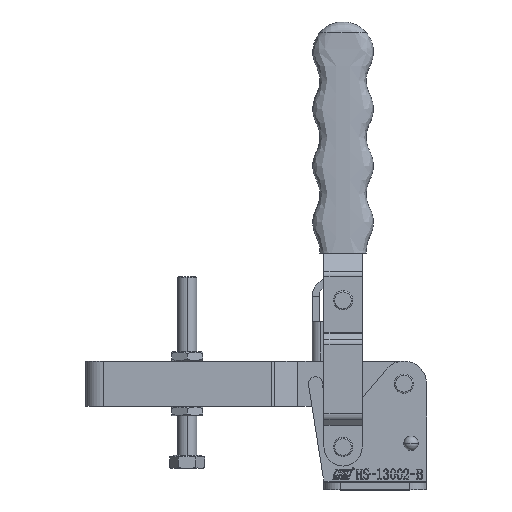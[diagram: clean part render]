
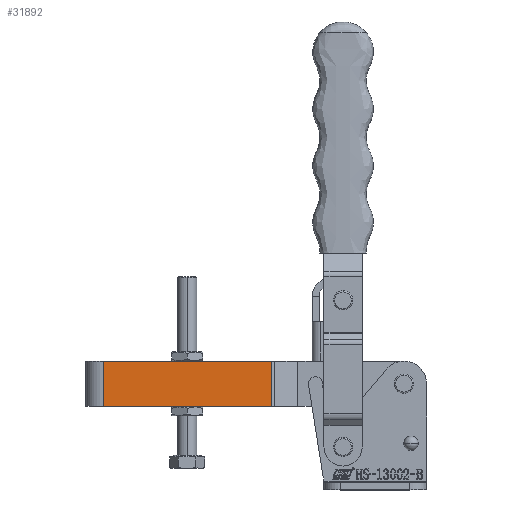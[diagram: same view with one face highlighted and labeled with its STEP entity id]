
A CAD part, top view. The second image highlights one B-rep face of the part: STEP entity #31892.
In plain terms, the highlighted face is planar.
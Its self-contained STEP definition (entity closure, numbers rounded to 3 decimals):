
#864 = AXIS2_PLACEMENT_3D ( 'NONE', #11239, #11252, #11254 ) ;
#2294 = ORIENTED_EDGE ( 'NONE', *, *, #29667, .F. ) ;
#2295 = ORIENTED_EDGE ( 'NONE', *, *, #29665, .T. ) ;
#2296 = ORIENTED_EDGE ( 'NONE', *, *, #29674, .F. ) ;
#2297 = ORIENTED_EDGE ( 'NONE', *, *, #29666, .F. ) ;
#3292 = EDGE_LOOP ( 'NONE', ( #2297, #2295, #2296, #2294 ) ) ;
#5645 = CARTESIAN_POINT ( 'NONE',  ( 70.5, 7.4, 19. ) ) ;
#5653 = CARTESIAN_POINT ( 'NONE',  ( 145., 7.4, 0. ) ) ;
#5658 = CARTESIAN_POINT ( 'NONE',  ( 145., 7.4, 19. ) ) ;
#5659 = DIRECTION ( 'NONE',  ( -1., 0., 0. ) ) ;
#5661 = DIRECTION ( 'NONE',  ( 0., 0., 1. ) ) ;
#5663 = DIRECTION ( 'NONE',  ( -1., 0., 0. ) ) ;
#5666 = DIRECTION ( 'NONE',  ( 0., 0., -1. ) ) ;
#5673 = CARTESIAN_POINT ( 'NONE',  ( 0., 7.4, 19. ) ) ;
#11239 = CARTESIAN_POINT ( 'NONE',  ( 145., 7.4, 19. ) ) ;
#11248 = PLANE ( 'NONE',  #864 ) ;
#11252 = DIRECTION ( 'NONE',  ( 0., -1., 0. ) ) ;
#11254 = DIRECTION ( 'NONE',  ( 1., 0., 0. ) ) ;
#12826 = CARTESIAN_POINT ( 'NONE',  ( 0., 7.4, 0. ) ) ;
#12852 = CARTESIAN_POINT ( 'NONE',  ( 70.5, 7.4, 0. ) ) ;
#12853 = CARTESIAN_POINT ( 'NONE',  ( 70.5, 7.4, 19. ) ) ;
#12856 = CARTESIAN_POINT ( 'NONE',  ( 0., 7.4, 19. ) ) ;
#15345 = LINE ( 'NONE', #5653, #15349 ) ;
#15346 = LINE ( 'NONE', #5645, #15351 ) ;
#15348 = LINE ( 'NONE', #5658, #15353 ) ;
#15349 = VECTOR ( 'NONE', #5659, 1000. ) ;
#15351 = VECTOR ( 'NONE', #5661, 1000. ) ;
#15353 = VECTOR ( 'NONE', #5663, 1000. ) ;
#15356 = LINE ( 'NONE', #5673, #15366 ) ;
#15366 = VECTOR ( 'NONE', #5666, 1000. ) ;
#17108 = FACE_OUTER_BOUND ( 'NONE', #3292, .T. ) ;
#24489 = VERTEX_POINT ( 'NONE', #12826 ) ;
#26599 = VERTEX_POINT ( 'NONE', #12853 ) ;
#26600 = VERTEX_POINT ( 'NONE', #12852 ) ;
#26605 = VERTEX_POINT ( 'NONE', #12856 ) ;
#29665 = EDGE_CURVE ( 'NONE', #26600, #24489, #15345, .T. ) ;
#29666 = EDGE_CURVE ( 'NONE', #26600, #26599, #15346, .T. ) ;
#29667 = EDGE_CURVE ( 'NONE', #26599, #26605, #15348, .T. ) ;
#29674 = EDGE_CURVE ( 'NONE', #26605, #24489, #15356, .T. ) ;
#31892 = ADVANCED_FACE ( 'NONE', ( #17108 ), #11248, .F. ) ;
